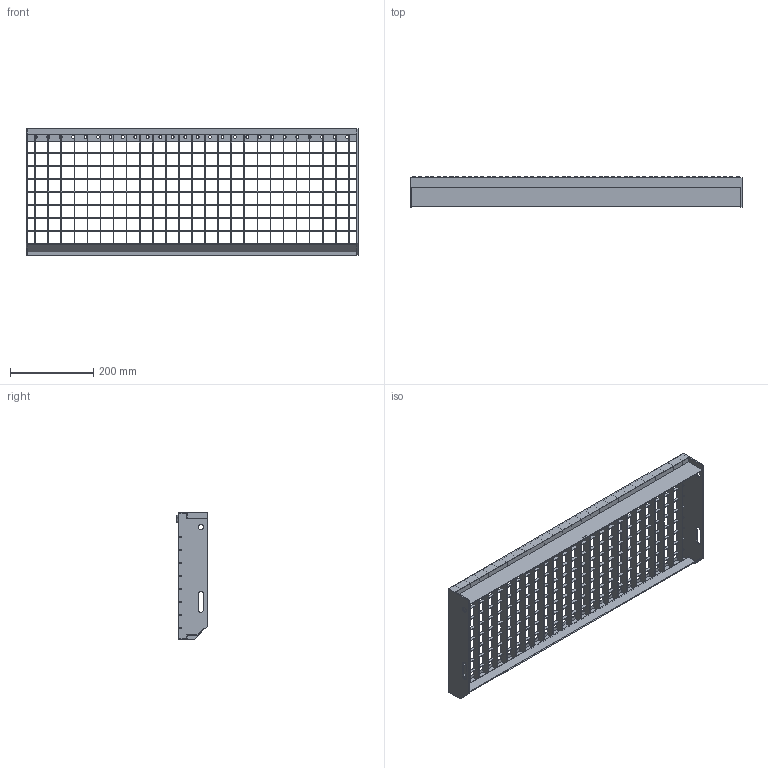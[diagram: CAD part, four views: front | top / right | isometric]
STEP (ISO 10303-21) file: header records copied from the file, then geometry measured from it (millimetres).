
FILE_DESCRIPTION (( 'STEP AP203' ), '1' );
FILE_NAME ('40.803030.7.step', '2015-10-04T07:13:48', ( '' ), ( '' ), 'SwSTEP 2.0', 'SolidWorks 2015', '' );
FILE_SCHEMA (( 'CONFIG_CONTROL_DESIGN' ));
Length unit declared in the file: millimetre
Products named in the file (1): 40.803030.7
Bounding box: 800 x 72.67 x 305 mm (x, y, z)
Volume: 734200.1 mm3; surface area: 848426.9 mm2
Topology: 25 solids, 25 shells, 819 faces, 2081 edges, 1370 vertices
Faces by surface type: plane 483, cylinder 116, bspline 114, cone 106
Entity records: 31552 total; most frequent: CARTESIAN_POINT 11777, ORIENTED_EDGE 4162, DIRECTION 3725, EDGE_CURVE 2081, VECTOR 1393, LINE 1393, VERTEX_POINT 1370, AXIS2_PLACEMENT_3D 1166
